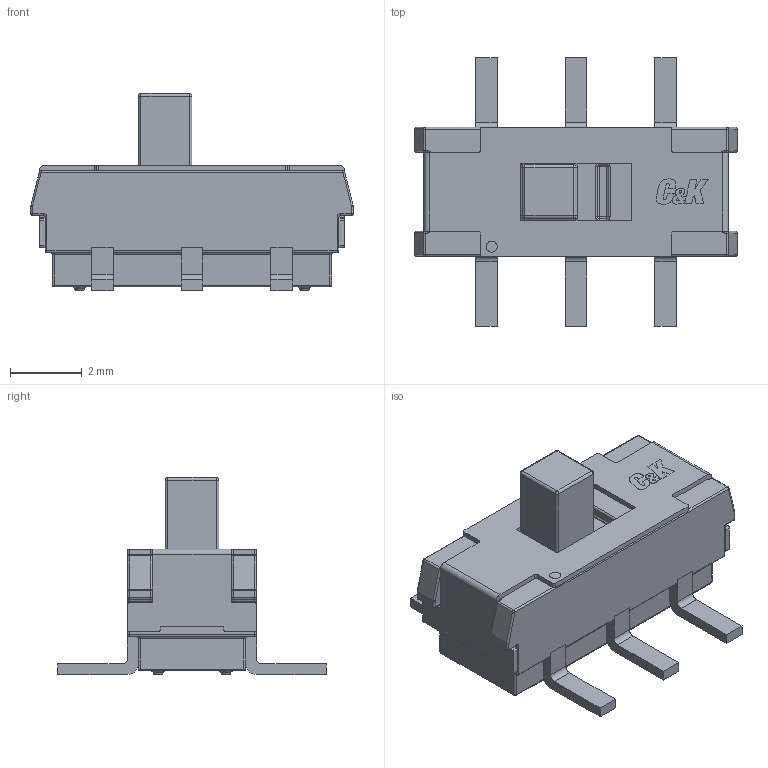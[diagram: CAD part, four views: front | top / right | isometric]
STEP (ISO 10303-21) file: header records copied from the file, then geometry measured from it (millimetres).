
FILE_DESCRIPTION(/* description */ (''),/* implementation_level */ '2;1');
FILE_NAME(/* name */ 'C&K Components JS202011SCQN.stp',/* time_stamp */ '2022-01-24T20:31:36-04:00',/* author */ ('rabri'),/* organization */ (''),/* preprocessor_version */ 'ST-DEVELOPER v18',/* originating_system */ 'Autodesk Inventor 2020',/* authorisation */ '');
FILE_SCHEMA (('AUTOMOTIVE_DESIGN { 1 0 10303 214 3 1 1 }'));
Length unit declared in the file: millimetre
Products named in the file (5): C&K Components JS202011SCQN; terminals; shell; body; logo
Assembly tree (4 placements, depth 2):
  C&K Components JS202011SCQN
    terminals
    shell
    body
    logo
Bounding box: 9 x 7.5 x 5.5 mm (x, y, z)
Volume: 103.9 mm3; surface area: 258.2 mm2
Topology: 11 solids, 11 shells, 470 faces, 1168 edges, 726 vertices
Faces by surface type: plane 180, cylinder 158, bspline 60, sphere 40, torus 32
Full cylindrical faces by diameter (mm): 0.307 x1
Entity records: 14409 total; most frequent: CARTESIAN_POINT 3109, ORIENTED_EDGE 2336, DIRECTION 2296, EDGE_CURVE 1168, AXIS2_PLACEMENT_3D 811, VERTEX_POINT 726, LINE 674, VECTOR 674
